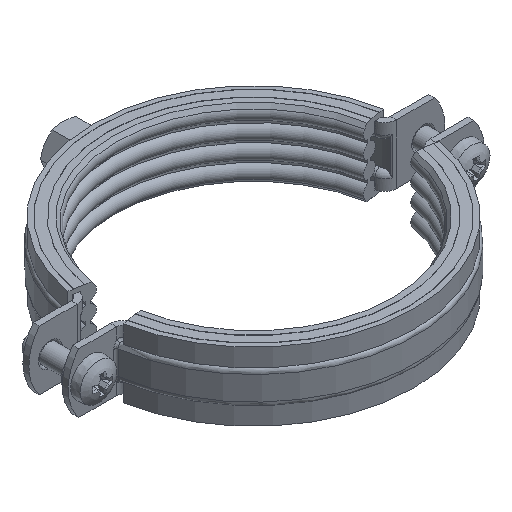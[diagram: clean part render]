
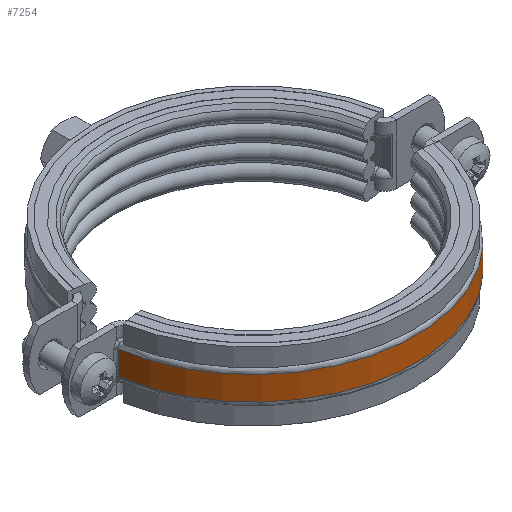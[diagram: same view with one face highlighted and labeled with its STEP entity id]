
A CAD part, isometric view. The second image highlights one B-rep face of the part: STEP entity #7254.
In plain terms, the highlighted cylindrical face has radius 68 mm (diameter 136 mm), a partial arc.
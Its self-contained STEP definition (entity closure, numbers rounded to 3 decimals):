
#1555=CARTESIAN_POINT('',(-67.208,-10.348,5.));
#1556=VERTEX_POINT('',#1555);
#1564=CARTESIAN_POINT('',(67.208,-10.348,5.));
#1565=VERTEX_POINT('',#1564);
#1566=CARTESIAN_POINT('',(0.0,0.0,5.));
#1567=DIRECTION('',(0.0,0.0,1.0));
#1568=DIRECTION('',(0.,-1.0,0.0));
#1569=AXIS2_PLACEMENT_3D('',#1566,#1567,#1568);
#1570=CIRCLE('',#1569,68.);
#1571=EDGE_CURVE('',#1556,#1565,#1570,.T.);
#6463=CARTESIAN_POINT('',(-67.208,-10.348,-5.0));
#6464=VERTEX_POINT('',#6463);
#6472=CARTESIAN_POINT('',(-67.208,-10.348,-5.0));
#6473=DIRECTION('',(0.0,0.0,1.0));
#6474=VECTOR('',#6473,10.);
#6475=LINE('',#6472,#6474);
#6476=EDGE_CURVE('',#6464,#1556,#6475,.T.);
#6631=CARTESIAN_POINT('',(67.208,-10.348,-5.0));
#6632=VERTEX_POINT('',#6631);
#6649=CARTESIAN_POINT('',(67.208,-10.348,5.));
#6650=DIRECTION('',(0.0,0.0,-1.0));
#6651=VECTOR('',#6650,10.);
#6652=LINE('',#6649,#6651);
#6653=EDGE_CURVE('',#1565,#6632,#6652,.T.);
#7229=CARTESIAN_POINT('',(0.0,0.0,-5.0));
#7230=DIRECTION('',(0.0,0.0,-1.0));
#7231=DIRECTION('',(0.,-1.0,0.0));
#7232=AXIS2_PLACEMENT_3D('',#7229,#7230,#7231);
#7233=CIRCLE('',#7232,68.);
#7234=EDGE_CURVE('',#6632,#6464,#7233,.T.);
#7243=CARTESIAN_POINT('',(0.0,0.0,0.));
#7244=DIRECTION('',(0.0,0.0,1.0));
#7245=DIRECTION('',(0.0,-1.0,0.0));
#7246=AXIS2_PLACEMENT_3D('',#7243,#7244,#7245);
#7247=CYLINDRICAL_SURFACE('',#7246,68.);
#7248=ORIENTED_EDGE('',*,*,#6653,.F.);
#7249=ORIENTED_EDGE('',*,*,#1571,.F.);
#7250=ORIENTED_EDGE('',*,*,#6476,.F.);
#7251=ORIENTED_EDGE('',*,*,#7234,.F.);
#7252=EDGE_LOOP('',(#7248,#7249,#7250,#7251));
#7253=FACE_OUTER_BOUND('',#7252,.T.);
#7254=ADVANCED_FACE('',(#7253),#7247,.T.);
